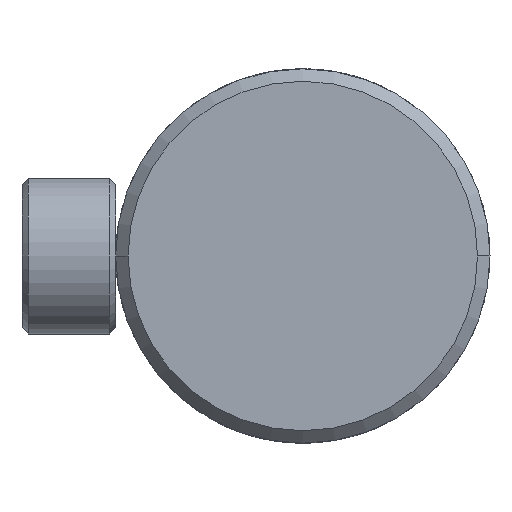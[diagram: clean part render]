
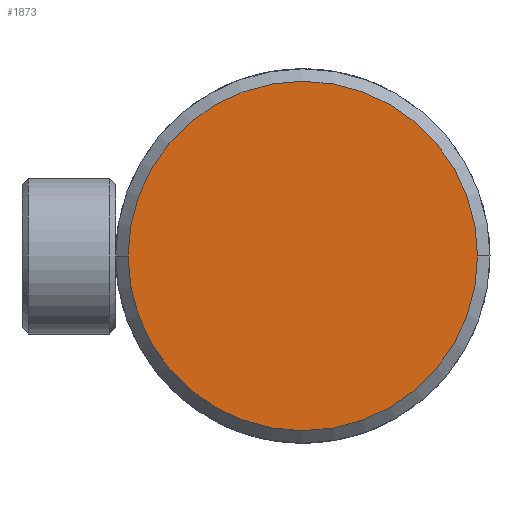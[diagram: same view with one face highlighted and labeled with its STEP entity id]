
A CAD part, left-side view. The second image highlights one B-rep face of the part: STEP entity #1873.
In plain terms, the highlighted planar face has unit normal (-1, 0, 0).
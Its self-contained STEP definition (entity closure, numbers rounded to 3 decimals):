
#110 = EDGE_CURVE ( 'NONE', #1375, #4314, #1858, .T. ) ;
#176 = FACE_OUTER_BOUND ( 'NONE', #1718, .T. ) ;
#202 = DIRECTION ( 'NONE',  ( -1., 0., 0. ) ) ;
#271 = DIRECTION ( 'NONE',  ( 0., -1., 0. ) ) ;
#407 = DIRECTION ( 'NONE',  ( 0., -1., 0. ) ) ;
#475 = ORIENTED_EDGE ( 'NONE', *, *, #486, .T. ) ;
#486 = EDGE_CURVE ( 'NONE', #4314, #1375, #951, .T. ) ;
#939 = CARTESIAN_POINT ( 'NONE',  ( -47., 0., 0. ) ) ;
#951 = CIRCLE ( 'NONE', #1532, 28. ) ;
#1222 = ORIENTED_EDGE ( 'NONE', *, *, #110, .T. ) ;
#1233 = CARTESIAN_POINT ( 'NONE',  ( -47., 0., 0. ) ) ;
#1309 = PLANE ( 'NONE',  #4216 ) ;
#1375 = VERTEX_POINT ( 'NONE', #2854 ) ;
#1532 = AXIS2_PLACEMENT_3D ( 'NONE', #939, #202, #407 ) ;
#1718 = EDGE_LOOP ( 'NONE', ( #1222, #475 ) ) ;
#1841 = DIRECTION ( 'NONE',  ( -1., 0., 0. ) ) ;
#1858 = CIRCLE ( 'NONE', #2753, 28. ) ;
#1873 = ADVANCED_FACE ( 'NONE', ( #176 ), #1309, .T. ) ;
#2013 = CARTESIAN_POINT ( 'NONE',  ( -47., -28., 0. ) ) ;
#2753 = AXIS2_PLACEMENT_3D ( 'NONE', #3793, #1841, #3022 ) ;
#2854 = CARTESIAN_POINT ( 'NONE',  ( -47., 28., 0. ) ) ;
#2912 = DIRECTION ( 'NONE',  ( -1., 0., 0. ) ) ;
#3022 = DIRECTION ( 'NONE',  ( 0., -1., 0. ) ) ;
#3793 = CARTESIAN_POINT ( 'NONE',  ( -47., 0., 0. ) ) ;
#4216 = AXIS2_PLACEMENT_3D ( 'NONE', #1233, #2912, #271 ) ;
#4314 = VERTEX_POINT ( 'NONE', #2013 ) ;
